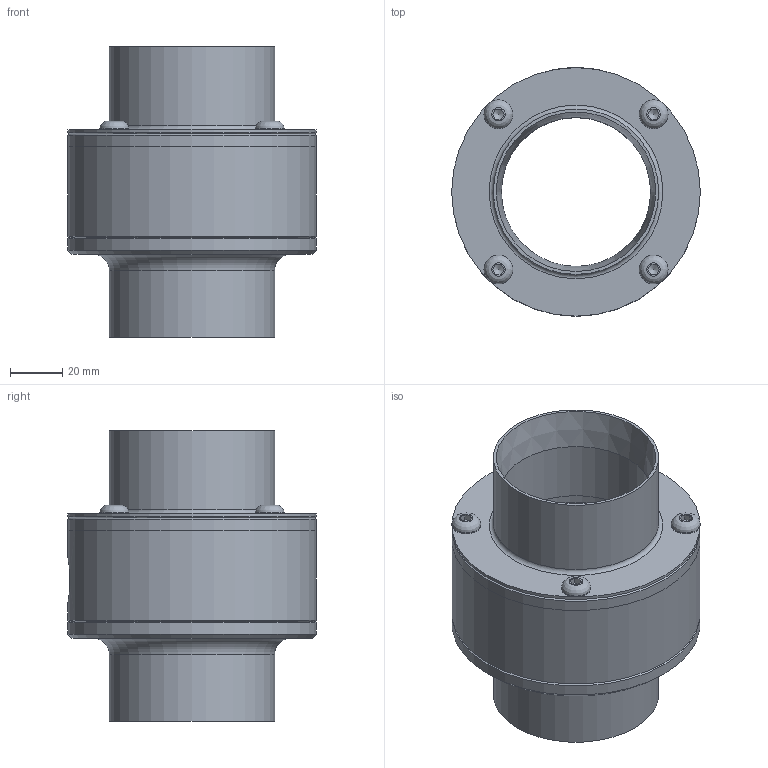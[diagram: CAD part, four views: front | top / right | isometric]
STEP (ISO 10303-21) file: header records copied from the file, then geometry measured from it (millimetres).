
FILE_DESCRIPTION(/* description */ (''),/* implementation_level */ '2;1');
FILE_NAME(/* name */ '6065-316.stp',/* time_stamp */ '2016-05-10T08:28:41-04:00',/* author */ ('ben knollman'),/* organization */ (''),/* preprocessor_version */ 'ST-DEVELOPER v15.2',/* originating_system */ 'Autodesk Inventor 2014',/* authorisation */ '');
FILE_SCHEMA (('AUTOMOTIVE_DESIGN { 1 0 10303 214 3 1 1 }'));
Length unit declared in the file: inch
Products named in the file (4): 901687-DIM; 901688; ANSI B18.3 - 1_4-20 UNC - UNC - 0.75(1); 6065-316
Bounding box: 95.25 x 95.25 x 111.18 mm (x, y, z)
Volume: 255209.3 mm3; surface area: 70613.3 mm2
Topology: 6 solids, 6 shells, 103 faces, 234 edges, 148 vertices
Faces by surface type: plane 43, cylinder 26, cone 22, torus 7, bspline 5
Full cylindrical faces by diameter (mm): 5.159 x4, 6.35 x4, 7.144 x4, 11.1 x4, 14.684 x1, 57.15 x2, 63.373 x2, 73.508 x1, 95.25 x4
Entity records: 1668 total; most frequent: CARTESIAN_POINT 476, DIRECTION 253, ORIENTED_EDGE 154, AXIS2_PLACEMENT_3D 120, EDGE_LOOP 116, EDGE_CURVE 77, VERTEX_POINT 69, FACE_BOUND 64
